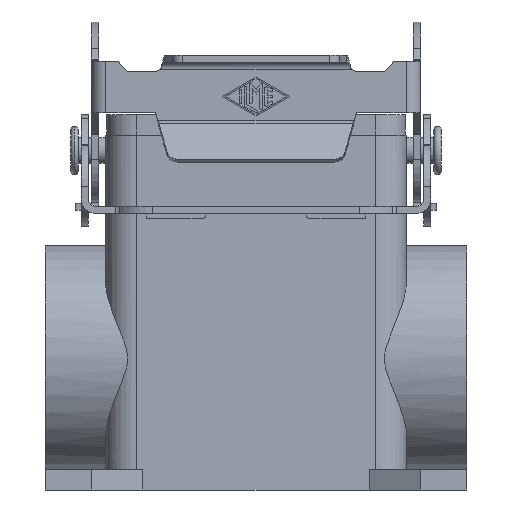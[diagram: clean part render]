
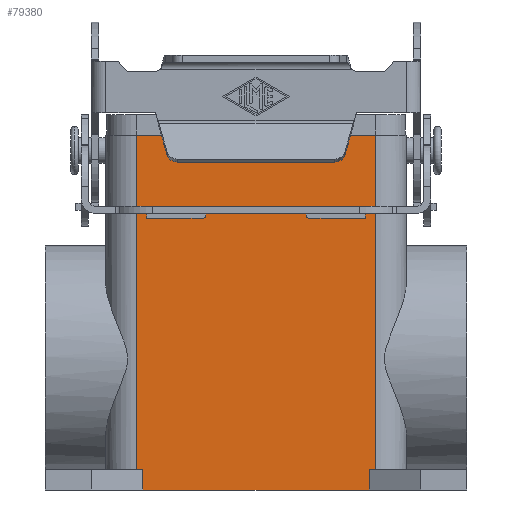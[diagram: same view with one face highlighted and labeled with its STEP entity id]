
A CAD part, front view. The second image highlights one B-rep face of the part: STEP entity #79380.
In plain terms, the highlighted planar face has unit normal (0, -1, 0).
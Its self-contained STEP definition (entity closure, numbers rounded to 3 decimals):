
#31150=CARTESIAN_POINT('',(-22.,-22.25,-66.));
#31160=VERTEX_POINT('',#31150);
#31190=CARTESIAN_POINT('',(22.,-22.25,-66.));
#31200=DIRECTION('',(-1.,0.,0.));
#31210=VECTOR('',#31200,44.);
#31220=LINE('',#31190,#31210);
#31230=CARTESIAN_POINT('',(22.,-22.25,-66.));
#31240=VERTEX_POINT('',#31230);
#31250=EDGE_CURVE('',#31240,#31160,#31220,.T.);
#41790=CARTESIAN_POINT('',(22.,-22.25,-62.));
#41800=VERTEX_POINT('',#41790);
#41830=CARTESIAN_POINT('',(23.25,-22.25,-62.));
#41840=DIRECTION('',(-1.,0.,0.));
#41850=VECTOR('',#41840,1.25);
#41860=LINE('',#41830,#41850);
#41870=CARTESIAN_POINT('',(23.25,-22.25,-62.));
#41880=VERTEX_POINT('',#41870);
#41890=EDGE_CURVE('',#41880,#41800,#41860,.T.);
#44840=CARTESIAN_POINT('',(-23.25,-22.25,-62.));
#44850=VERTEX_POINT('',#44840);
#44880=CARTESIAN_POINT('',(-22.,-22.25,-62.));
#44890=DIRECTION('',(-1.,0.,0.));
#44900=VECTOR('',#44890,1.25);
#44910=LINE('',#44880,#44900);
#44920=CARTESIAN_POINT('',(-22.,-22.25,-62.));
#44930=VERTEX_POINT('',#44920);
#44940=EDGE_CURVE('',#44930,#44850,#44910,.T.);
#74750=CARTESIAN_POINT('',(-23.25,-22.25,3.));
#74760=VERTEX_POINT('',#74750);
#74790=CARTESIAN_POINT('',(-23.25,-22.25,-62.));
#74800=DIRECTION('',(0.,0.,1.));
#74810=VECTOR('',#74800,65.);
#74820=LINE('',#74790,#74810);
#74830=EDGE_CURVE('',#44850,#74760,#74820,.T.);
#75250=CARTESIAN_POINT('',(23.25,-22.25,-62.));
#75260=DIRECTION('',(0.,0.,1.));
#75270=VECTOR('',#75260,65.);
#75280=LINE('',#75250,#75270);
#75290=CARTESIAN_POINT('',(23.25,-22.25,3.));
#75300=VERTEX_POINT('',#75290);
#75310=EDGE_CURVE('',#41880,#75300,#75280,.T.);
#75620=CARTESIAN_POINT('',(23.25,-22.25,3.));
#75630=DIRECTION('',(-1.,0.,0.));
#75640=VECTOR('',#75630,46.5);
#75650=LINE('',#75620,#75640);
#75660=EDGE_CURVE('',#75300,#74760,#75650,.T.);
#79010=CARTESIAN_POINT('',(22.,-22.25,-66.));
#79020=DIRECTION('',(0.,0.,1.));
#79030=VECTOR('',#79020,4.);
#79040=LINE('',#79010,#79030);
#79050=EDGE_CURVE('',#31240,#41800,#79040,.T.);
#79180=CARTESIAN_POINT('',(22.,-22.25,-66.));
#79190=DIRECTION('',(0.,-1.,0.));
#79200=DIRECTION('',(0.,0.,-1.));
#79210=AXIS2_PLACEMENT_3D('',#79180,#79190,#79200);
#79220=PLANE('',#79210);
#79230=ORIENTED_EDGE('',*,*,#44940,.F.);
#79240=ORIENTED_EDGE('',*,*,#74830,.F.);
#79250=ORIENTED_EDGE('',*,*,#75660,.T.);
#79260=ORIENTED_EDGE('',*,*,#75310,.T.);
#79270=ORIENTED_EDGE('',*,*,#41890,.F.);
#79280=ORIENTED_EDGE('',*,*,#79050,.T.);
#79290=ORIENTED_EDGE('',*,*,#31250,.F.);
#79300=CARTESIAN_POINT('',(-22.,-22.25,-66.));
#79310=DIRECTION('',(0.,0.,1.));
#79320=VECTOR('',#79310,4.);
#79330=LINE('',#79300,#79320);
#79340=EDGE_CURVE('',#31160,#44930,#79330,.T.);
#79350=ORIENTED_EDGE('',*,*,#79340,.F.);
#79360=EDGE_LOOP('',(#79350,#79290,#79280,#79270,#79260,#79250,#79240,
#79230));
#79370=FACE_OUTER_BOUND('',#79360,.T.);
#79380=ADVANCED_FACE('',(#79370),#79220,.T.);
